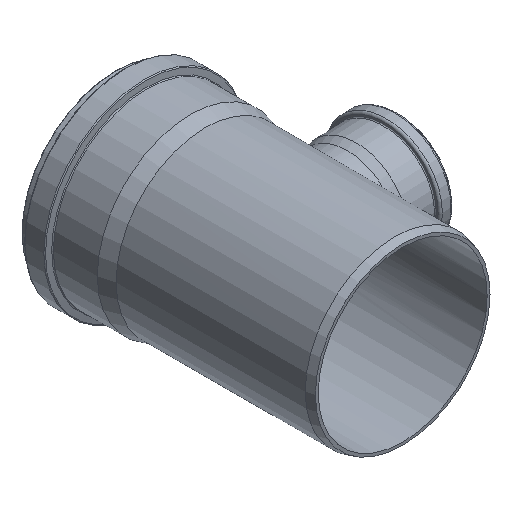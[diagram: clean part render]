
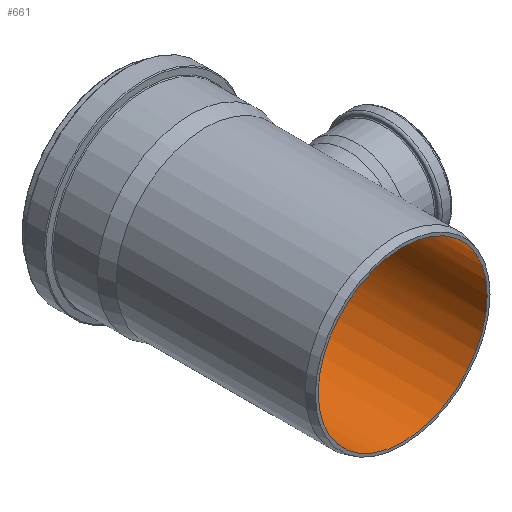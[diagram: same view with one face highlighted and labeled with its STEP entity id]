
A CAD part, isometric view. The second image highlights one B-rep face of the part: STEP entity #661.
In plain terms, the highlighted cylindrical face has radius 94.65 mm (diameter 189.3 mm), a full revolution.
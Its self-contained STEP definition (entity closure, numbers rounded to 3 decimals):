
#84=FACE_BOUND('',#306,.T.);
#85=FACE_BOUND('',#307,.T.);
#138=CIRCLE('',#746,94.65);
#141=CIRCLE('',#751,94.65);
#174=CYLINDRICAL_SURFACE('',#752,94.65);
#216=FACE_OUTER_BOUND('',#305,.T.);
#305=EDGE_LOOP('',(#576));
#306=EDGE_LOOP('',(#577));
#307=EDGE_LOOP('',(#578));
#364=B_SPLINE_CURVE_WITH_KNOTS('',3,(#1397,#1398,#1399,#1400,#1401,#1402,
#1403,#1404,#1405,#1406,#1407,#1408,#1409,#1410,#1411,#1412,#1413,#1414,
#1415,#1416,#1417,#1418,#1419,#1420,#1421,#1422,#1423,#1424,#1425,#1426,
#1427,#1428,#1429,#1430,#1431,#1432,#1433,#1434,#1435,#1436,#1437,#1438,
#1439,#1440,#1441,#1442,#1443,#1444,#1445,#1446,#1447,#1448,#1449,#1450,
#1451,#1452,#1453,#1454,#1455,#1456,#1457,#1458,#1459,#1460,#1461,#1462),
 .UNSPECIFIED.,.T.,.F.,(4,2,2,2,2,2,2,2,2,2,2,2,2,2,2,2,2,2,2,2,2,2,2,2,
2,2,2,2,2,2,2,2,4),(0.,1.016,2.031,3.047,
4.062,5.063,6.064,7.065,8.066,
9.067,10.068,11.068,12.069,13.085,
14.1,15.116,16.132,17.127,18.122,
19.117,20.113,21.112,22.112,23.111,
24.111,25.11,26.11,27.109,28.109,
29.104,30.099,31.094,32.09),
 .UNSPECIFIED.);
#375=VERTEX_POINT('',#1396);
#401=VERTEX_POINT('',#1539);
#404=VERTEX_POINT('',#1547);
#441=EDGE_CURVE('',#375,#375,#364,.T.);
#467=EDGE_CURVE('',#401,#401,#138,.T.);
#470=EDGE_CURVE('',#404,#404,#141,.T.);
#576=ORIENTED_EDGE('',*,*,#467,.F.);
#577=ORIENTED_EDGE('',*,*,#441,.F.);
#578=ORIENTED_EDGE('',*,*,#470,.T.);
#661=ADVANCED_FACE('',(#216,#84,#85),#174,.F.);
#746=AXIS2_PLACEMENT_3D('',#1540,#918,#919);
#751=AXIS2_PLACEMENT_3D('',#1548,#928,#929);
#752=AXIS2_PLACEMENT_3D('',#1549,#930,#931);
#918=DIRECTION('center_axis',(0.,-1.,0.));
#919=DIRECTION('ref_axis',(1.,0.,0.));
#928=DIRECTION('center_axis',(0.,-1.,0.));
#929=DIRECTION('ref_axis',(1.,0.,0.));
#930=DIRECTION('center_axis',(0.,-1.,0.));
#931=DIRECTION('ref_axis',(1.,0.,0.));
#1396=CARTESIAN_POINT('',(79.152,-55.458,51.9));
#1397=CARTESIAN_POINT('Ctrl Pts',(79.152,-55.458,51.9));
#1398=CARTESIAN_POINT('Ctrl Pts',(79.152,-52.073,51.9));
#1399=CARTESIAN_POINT('Ctrl Pts',(79.375,-48.606,51.565));
#1400=CARTESIAN_POINT('Ctrl Pts',(80.247,-41.764,50.197));
#1401=CARTESIAN_POINT('Ctrl Pts',(80.893,-38.388,49.166));
#1402=CARTESIAN_POINT('Ctrl Pts',(82.466,-31.944,46.481));
#1403=CARTESIAN_POINT('Ctrl Pts',(83.39,-28.87,44.825));
#1404=CARTESIAN_POINT('Ctrl Pts',(85.323,-23.19,41.025));
#1405=CARTESIAN_POINT('Ctrl Pts',(86.331,-20.583,38.881));
#1406=CARTESIAN_POINT('Ctrl Pts',(88.229,-15.993,34.353));
#1407=CARTESIAN_POINT('Ctrl Pts',(89.193,-13.834,31.809));
#1408=CARTESIAN_POINT('Ctrl Pts',(90.987,-9.995,26.241));
#1409=CARTESIAN_POINT('Ctrl Pts',(91.816,-8.315,23.215));
#1410=CARTESIAN_POINT('Ctrl Pts',(93.193,-5.592,16.859));
#1411=CARTESIAN_POINT('Ctrl Pts',(93.741,-4.547,13.522));
#1412=CARTESIAN_POINT('Ctrl Pts',(94.469,-3.167,6.761));
#1413=CARTESIAN_POINT('Ctrl Pts',(94.65,-2.832,3.336));
#1414=CARTESIAN_POINT('Ctrl Pts',(94.65,-2.832,-3.336));
#1415=CARTESIAN_POINT('Ctrl Pts',(94.469,-3.167,-6.761));
#1416=CARTESIAN_POINT('Ctrl Pts',(93.741,-4.547,-13.522));
#1417=CARTESIAN_POINT('Ctrl Pts',(93.193,-5.592,-16.859));
#1418=CARTESIAN_POINT('Ctrl Pts',(91.816,-8.315,-23.215));
#1419=CARTESIAN_POINT('Ctrl Pts',(90.987,-9.995,-26.241));
#1420=CARTESIAN_POINT('Ctrl Pts',(89.193,-13.834,-31.809));
#1421=CARTESIAN_POINT('Ctrl Pts',(88.229,-15.993,-34.353));
#1422=CARTESIAN_POINT('Ctrl Pts',(86.331,-20.583,-38.881));
#1423=CARTESIAN_POINT('Ctrl Pts',(85.323,-23.19,-41.025));
#1424=CARTESIAN_POINT('Ctrl Pts',(83.39,-28.87,-44.825));
#1425=CARTESIAN_POINT('Ctrl Pts',(82.466,-31.944,-46.481));
#1426=CARTESIAN_POINT('Ctrl Pts',(80.893,-38.388,-49.166));
#1427=CARTESIAN_POINT('Ctrl Pts',(80.247,-41.764,-50.197));
#1428=CARTESIAN_POINT('Ctrl Pts',(79.375,-48.606,-51.565));
#1429=CARTESIAN_POINT('Ctrl Pts',(79.152,-52.073,-51.9));
#1430=CARTESIAN_POINT('Ctrl Pts',(79.152,-58.776,-51.9));
#1431=CARTESIAN_POINT('Ctrl Pts',(79.366,-62.176,-51.577));
#1432=CARTESIAN_POINT('Ctrl Pts',(80.218,-68.882,-50.242));
#1433=CARTESIAN_POINT('Ctrl Pts',(80.854,-72.188,-49.23));
#1434=CARTESIAN_POINT('Ctrl Pts',(82.409,-78.483,-46.581));
#1435=CARTESIAN_POINT('Ctrl Pts',(83.327,-81.478,-44.942));
#1436=CARTESIAN_POINT('Ctrl Pts',(85.251,-86.998,-41.174));
#1437=CARTESIAN_POINT('Ctrl Pts',(86.256,-89.522,-39.046));
#1438=CARTESIAN_POINT('Ctrl Pts',(88.168,-93.996,-34.514));
#1439=CARTESIAN_POINT('Ctrl Pts',(89.145,-96.106,-31.944));
#1440=CARTESIAN_POINT('Ctrl Pts',(90.963,-99.841,-26.327));
#1441=CARTESIAN_POINT('Ctrl Pts',(91.801,-101.466,-23.279));
#1442=CARTESIAN_POINT('Ctrl Pts',(93.189,-104.091,-16.886));
#1443=CARTESIAN_POINT('Ctrl Pts',(93.739,-105.092,-13.535));
#1444=CARTESIAN_POINT('Ctrl Pts',(94.47,-106.412,-6.758));
#1445=CARTESIAN_POINT('Ctrl Pts',(94.65,-106.731,-3.332));
#1446=CARTESIAN_POINT('Ctrl Pts',(94.65,-106.731,3.332));
#1447=CARTESIAN_POINT('Ctrl Pts',(94.47,-106.412,6.758));
#1448=CARTESIAN_POINT('Ctrl Pts',(93.739,-105.092,13.535));
#1449=CARTESIAN_POINT('Ctrl Pts',(93.189,-104.091,16.886));
#1450=CARTESIAN_POINT('Ctrl Pts',(91.801,-101.466,23.279));
#1451=CARTESIAN_POINT('Ctrl Pts',(90.963,-99.841,26.327));
#1452=CARTESIAN_POINT('Ctrl Pts',(89.145,-96.106,31.944));
#1453=CARTESIAN_POINT('Ctrl Pts',(88.168,-93.996,34.514));
#1454=CARTESIAN_POINT('Ctrl Pts',(86.256,-89.522,39.046));
#1455=CARTESIAN_POINT('Ctrl Pts',(85.251,-86.998,41.174));
#1456=CARTESIAN_POINT('Ctrl Pts',(83.327,-81.478,44.942));
#1457=CARTESIAN_POINT('Ctrl Pts',(82.409,-78.483,46.581));
#1458=CARTESIAN_POINT('Ctrl Pts',(80.854,-72.188,49.23));
#1459=CARTESIAN_POINT('Ctrl Pts',(80.218,-68.882,50.242));
#1460=CARTESIAN_POINT('Ctrl Pts',(79.366,-62.176,51.577));
#1461=CARTESIAN_POINT('Ctrl Pts',(79.152,-58.776,51.9));
#1462=CARTESIAN_POINT('Ctrl Pts',(79.152,-55.458,51.9));
#1539=CARTESIAN_POINT('',(94.65,0.,0.));
#1540=CARTESIAN_POINT('Origin',(0.,0.,
0.));
#1547=CARTESIAN_POINT('',(94.65,-220.914,0.));
#1548=CARTESIAN_POINT('Origin',(0.,-220.914,
0.));
#1549=CARTESIAN_POINT('Origin',(0.,-110.457,
0.));
